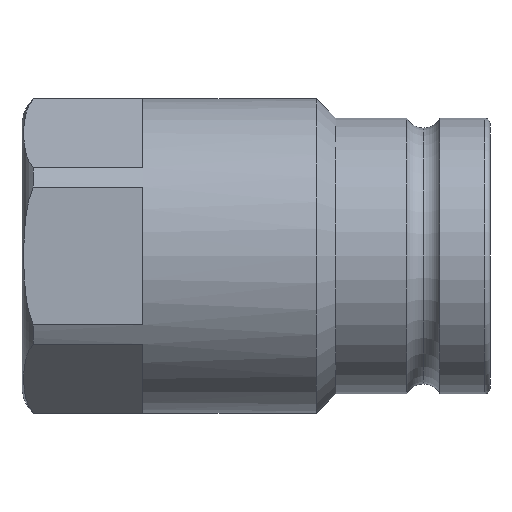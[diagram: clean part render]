
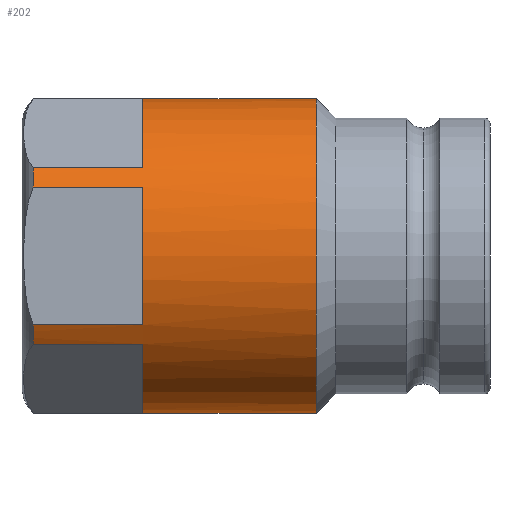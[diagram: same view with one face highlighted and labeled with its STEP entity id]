
A CAD part, front view. The second image highlights one B-rep face of the part: STEP entity #202.
In plain terms, the highlighted cylindrical face has radius 41.709 mm (diameter 83.417 mm), a partial arc.
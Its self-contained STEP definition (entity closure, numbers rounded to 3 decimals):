
#15 = EDGE_CURVE ( 'NONE', #1178, #650, #1285, .T. ) ;
#18 = EDGE_CURVE ( 'NONE', #1391, #650, #116, .T. ) ;
#25 = DIRECTION ( 'NONE',  ( 0., 0., 1. ) ) ;
#34 = AXIS2_PLACEMENT_3D ( 'NONE', #146, #141, #379 ) ;
#40 = ORIENTED_EDGE ( 'NONE', *, *, #860, .T. ) ;
#44 = EDGE_CURVE ( 'NONE', #1090, #491, #1092, .T. ) ;
#46 = AXIS2_PLACEMENT_3D ( 'NONE', #479, #1311, #1080 ) ;
#71 = VECTOR ( 'NONE', #341, 1000. ) ;
#99 = CARTESIAN_POINT ( 'NONE',  ( 39.893, -37.5, -18.258 ) ) ;
#100 = VERTEX_POINT ( 'NONE', #732 ) ;
#111 = ORIENTED_EDGE ( 'NONE', *, *, #911, .T. ) ;
#116 = CIRCLE ( 'NONE', #385, 41.709 ) ;
#141 = DIRECTION ( 'NONE',  ( -1., 0., 0. ) ) ;
#142 = EDGE_LOOP ( 'NONE', ( #326, #394, #814, #711, #693, #1116, #111, #1298, #1450, #40, #435, #1068, #407, #1519, #492, #1498 ) ) ;
#146 = CARTESIAN_POINT ( 'NONE',  ( 85.872, 0., 0. ) ) ;
#154 = VECTOR ( 'NONE', #1496, 1000. ) ;
#186 = CIRCLE ( 'NONE', #1381, 41.709 ) ;
#191 = DIRECTION ( 'NONE',  ( -1., 0., 0. ) ) ;
#202 = ADVANCED_FACE ( 'NONE', ( #965 ), #1387, .T. ) ;
#209 = CARTESIAN_POINT ( 'NONE',  ( 0., -37.5, -18.258 ) ) ;
#210 = CARTESIAN_POINT ( 'NONE',  ( 10.902, 0., 0. ) ) ;
#235 = CARTESIAN_POINT ( 'NONE',  ( 10.902, 0., -41.709 ) ) ;
#247 = AXIS2_PLACEMENT_3D ( 'NONE', #1388, #1251, #995 ) ;
#261 = CARTESIAN_POINT ( 'NONE',  ( 0., -34.562, 23.347 ) ) ;
#262 = CIRCLE ( 'NONE', #981, 41.709 ) ;
#278 = DIRECTION ( 'NONE',  ( -1., 0., 0. ) ) ;
#284 = VERTEX_POINT ( 'NONE', #1127 ) ;
#287 = EDGE_CURVE ( 'NONE', #1189, #553, #638, .T. ) ;
#295 = DIRECTION ( 'NONE',  ( -1., 0., 0. ) ) ;
#300 = LINE ( 'NONE', #261, #614 ) ;
#320 = VECTOR ( 'NONE', #191, 1000. ) ;
#322 = VERTEX_POINT ( 'NONE', #783 ) ;
#326 = ORIENTED_EDGE ( 'NONE', *, *, #358, .F. ) ;
#329 = DIRECTION ( 'NONE',  ( -1., 0., 0. ) ) ;
#336 = DIRECTION ( 'NONE',  ( 0., 0., 1. ) ) ;
#341 = DIRECTION ( 'NONE',  ( 1., 0., 0. ) ) ;
#346 = CARTESIAN_POINT ( 'NONE',  ( 0., -2.938, 41.605 ) ) ;
#350 = VERTEX_POINT ( 'NONE', #909 ) ;
#358 = EDGE_CURVE ( 'NONE', #1019, #819, #1008, .T. ) ;
#365 = EDGE_CURVE ( 'NONE', #553, #1066, #1106, .T. ) ;
#379 = DIRECTION ( 'NONE',  ( 0., 0., 1. ) ) ;
#385 = AXIS2_PLACEMENT_3D ( 'NONE', #1521, #803, #694 ) ;
#394 = ORIENTED_EDGE ( 'NONE', *, *, #580, .T. ) ;
#407 = ORIENTED_EDGE ( 'NONE', *, *, #765, .T. ) ;
#421 = CARTESIAN_POINT ( 'NONE',  ( 39.893, -37.5, 18.258 ) ) ;
#431 = DIRECTION ( 'NONE',  ( -1., 0., 0. ) ) ;
#435 = ORIENTED_EDGE ( 'NONE', *, *, #15, .T. ) ;
#453 = DIRECTION ( 'NONE',  ( 0., 0., 1. ) ) ;
#479 = CARTESIAN_POINT ( 'NONE',  ( 39.893, 0., 0. ) ) ;
#491 = VERTEX_POINT ( 'NONE', #585 ) ;
#492 = ORIENTED_EDGE ( 'NONE', *, *, #365, .T. ) ;
#503 = DIRECTION ( 'NONE',  ( 1., 0., 0. ) ) ;
#506 = LINE ( 'NONE', #1037, #154 ) ;
#540 = CARTESIAN_POINT ( 'NONE',  ( 10.902, 0., 0. ) ) ;
#553 = VERTEX_POINT ( 'NONE', #956 ) ;
#580 = EDGE_CURVE ( 'NONE', #1019, #1515, #920, .T. ) ;
#585 = CARTESIAN_POINT ( 'NONE',  ( 10.902, -34.562, 23.347 ) ) ;
#614 = VECTOR ( 'NONE', #295, 1000. ) ;
#617 = VECTOR ( 'NONE', #329, 1000. ) ;
#619 = CARTESIAN_POINT ( 'NONE',  ( 10.902, -34.562, -23.347 ) ) ;
#630 = EDGE_CURVE ( 'NONE', #350, #284, #186, .T. ) ;
#636 = LINE ( 'NONE', #1024, #1188 ) ;
#638 = CIRCLE ( 'NONE', #247, 41.709 ) ;
#644 = VERTEX_POINT ( 'NONE', #421 ) ;
#650 = VERTEX_POINT ( 'NONE', #1253 ) ;
#693 = ORIENTED_EDGE ( 'NONE', *, *, #1138, .T. ) ;
#694 = DIRECTION ( 'NONE',  ( 0., 0., 1. ) ) ;
#702 = VECTOR ( 'NONE', #1165, 1000. ) ;
#711 = ORIENTED_EDGE ( 'NONE', *, *, #1181, .F. ) ;
#732 = CARTESIAN_POINT ( 'NONE',  ( 10.902, 0., 41.709 ) ) ;
#765 = EDGE_CURVE ( 'NONE', #1391, #1189, #774, .T. ) ;
#774 = LINE ( 'NONE', #1200, #71 ) ;
#783 = CARTESIAN_POINT ( 'NONE',  ( 10.902, -2.938, 41.605 ) ) ;
#803 = DIRECTION ( 'NONE',  ( -1., 0., 0. ) ) ;
#814 = ORIENTED_EDGE ( 'NONE', *, *, #1054, .T. ) ;
#819 = VERTEX_POINT ( 'NONE', #235 ) ;
#850 = CARTESIAN_POINT ( 'NONE',  ( 0., 0., 0. ) ) ;
#860 = EDGE_CURVE ( 'NONE', #644, #1178, #884, .T. ) ;
#884 = CIRCLE ( 'NONE', #46, 41.709 ) ;
#902 = CARTESIAN_POINT ( 'NONE',  ( 10.902, -2.938, -41.605 ) ) ;
#909 = CARTESIAN_POINT ( 'NONE',  ( 39.893, -2.938, 41.605 ) ) ;
#910 = CARTESIAN_POINT ( 'NONE',  ( 0., 0., -41.709 ) ) ;
#911 = EDGE_CURVE ( 'NONE', #284, #491, #300, .T. ) ;
#914 = EDGE_CURVE ( 'NONE', #819, #1066, #262, .T. ) ;
#917 = DIRECTION ( 'NONE',  ( -1., 0., 0. ) ) ;
#919 = DIRECTION ( 'NONE',  ( -1., 0., 0. ) ) ;
#920 = CIRCLE ( 'NONE', #34, 41.709 ) ;
#956 = CARTESIAN_POINT ( 'NONE',  ( 39.893, -2.938, -41.605 ) ) ;
#965 = FACE_OUTER_BOUND ( 'NONE', #142, .T. ) ;
#969 = DIRECTION ( 'NONE',  ( -1., 0., 0. ) ) ;
#981 = AXIS2_PLACEMENT_3D ( 'NONE', #540, #969, #25 ) ;
#995 = DIRECTION ( 'NONE',  ( 0., 0., 1. ) ) ;
#1000 = CARTESIAN_POINT ( 'NONE',  ( 85.872, 0., -41.709 ) ) ;
#1008 = LINE ( 'NONE', #910, #320 ) ;
#1019 = VERTEX_POINT ( 'NONE', #1000 ) ;
#1023 = LINE ( 'NONE', #346, #702 ) ;
#1024 = CARTESIAN_POINT ( 'NONE',  ( 0., 0., 41.709 ) ) ;
#1037 = CARTESIAN_POINT ( 'NONE',  ( 0., -37.5, 18.258 ) ) ;
#1050 = CARTESIAN_POINT ( 'NONE',  ( 10.902, 0., 0. ) ) ;
#1054 = EDGE_CURVE ( 'NONE', #1515, #100, #636, .T. ) ;
#1066 = VERTEX_POINT ( 'NONE', #902 ) ;
#1068 = ORIENTED_EDGE ( 'NONE', *, *, #18, .F. ) ;
#1077 = AXIS2_PLACEMENT_3D ( 'NONE', #850, #278, #1458 ) ;
#1080 = DIRECTION ( 'NONE',  ( 0., 0., 1. ) ) ;
#1090 = VERTEX_POINT ( 'NONE', #1383 ) ;
#1092 = CIRCLE ( 'NONE', #1207, 41.709 ) ;
#1106 = LINE ( 'NONE', #1399, #617 ) ;
#1111 = CARTESIAN_POINT ( 'NONE',  ( 39.893, 0., 0. ) ) ;
#1116 = ORIENTED_EDGE ( 'NONE', *, *, #630, .T. ) ;
#1127 = CARTESIAN_POINT ( 'NONE',  ( 39.893, -34.562, 23.347 ) ) ;
#1138 = EDGE_CURVE ( 'NONE', #322, #350, #1023, .T. ) ;
#1165 = DIRECTION ( 'NONE',  ( 1., 0., 0. ) ) ;
#1175 = DIRECTION ( 'NONE',  ( -1., 0., 0. ) ) ;
#1178 = VERTEX_POINT ( 'NONE', #99 ) ;
#1181 = EDGE_CURVE ( 'NONE', #322, #100, #1339, .T. ) ;
#1188 = VECTOR ( 'NONE', #431, 1000. ) ;
#1189 = VERTEX_POINT ( 'NONE', #1287 ) ;
#1193 = VECTOR ( 'NONE', #1175, 1000. ) ;
#1200 = CARTESIAN_POINT ( 'NONE',  ( 0., -34.562, -23.347 ) ) ;
#1207 = AXIS2_PLACEMENT_3D ( 'NONE', #1050, #917, #336 ) ;
#1251 = DIRECTION ( 'NONE',  ( 1., 0., 0. ) ) ;
#1253 = CARTESIAN_POINT ( 'NONE',  ( 10.902, -37.5, -18.258 ) ) ;
#1285 = LINE ( 'NONE', #209, #1193 ) ;
#1287 = CARTESIAN_POINT ( 'NONE',  ( 39.893, -34.562, -23.347 ) ) ;
#1298 = ORIENTED_EDGE ( 'NONE', *, *, #44, .F. ) ;
#1311 = DIRECTION ( 'NONE',  ( 1., 0., 0. ) ) ;
#1334 = AXIS2_PLACEMENT_3D ( 'NONE', #210, #919, #453 ) ;
#1339 = CIRCLE ( 'NONE', #1334, 41.709 ) ;
#1380 = CARTESIAN_POINT ( 'NONE',  ( 85.872, 0., 41.709 ) ) ;
#1381 = AXIS2_PLACEMENT_3D ( 'NONE', #1111, #503, #1460 ) ;
#1383 = CARTESIAN_POINT ( 'NONE',  ( 10.902, -37.5, 18.258 ) ) ;
#1387 = CYLINDRICAL_SURFACE ( 'NONE', #1077, 41.709 ) ;
#1388 = CARTESIAN_POINT ( 'NONE',  ( 39.893, 0., 0. ) ) ;
#1391 = VERTEX_POINT ( 'NONE', #619 ) ;
#1399 = CARTESIAN_POINT ( 'NONE',  ( 0., -2.938, -41.605 ) ) ;
#1450 = ORIENTED_EDGE ( 'NONE', *, *, #1526, .T. ) ;
#1458 = DIRECTION ( 'NONE',  ( 0., 0., 1. ) ) ;
#1460 = DIRECTION ( 'NONE',  ( 0., 0., 1. ) ) ;
#1496 = DIRECTION ( 'NONE',  ( 1., 0., 0. ) ) ;
#1498 = ORIENTED_EDGE ( 'NONE', *, *, #914, .F. ) ;
#1515 = VERTEX_POINT ( 'NONE', #1380 ) ;
#1519 = ORIENTED_EDGE ( 'NONE', *, *, #287, .T. ) ;
#1521 = CARTESIAN_POINT ( 'NONE',  ( 10.902, 0., 0. ) ) ;
#1526 = EDGE_CURVE ( 'NONE', #1090, #644, #506, .T. ) ;
